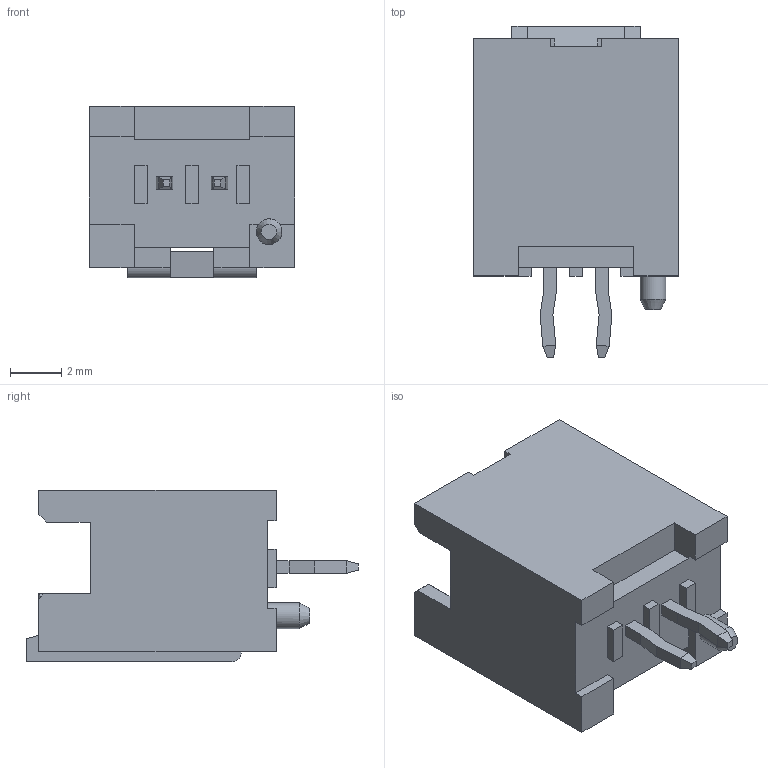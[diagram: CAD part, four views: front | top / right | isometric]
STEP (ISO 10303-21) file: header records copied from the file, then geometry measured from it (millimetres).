
FILE_DESCRIPTION( ( 'STEP AP214' ), '1' );
FILE_NAME( 'psolqas13504843612.stp', '2019-07-15T11:50:48', ( '' ), ( '' ), ' ', 'PARTsolutions', ' ' );
FILE_SCHEMA( ( 'AUTOMOTIVE_DESIGN { 1 0 10303 214 1 1 1 1 }' ) );
Length unit declared in the file: metre
Products named in the file (1): 1
Bounding box: 8 x 12.94 x 6.7 mm (x, y, z)
Volume: 242.5 mm3; surface area: 555.2 mm2
Topology: 1 solids, 1 shells, 157 faces, 429 edges, 279 vertices
Faces by surface type: plane 153, cylinder 3, cone 1
Full cylindrical faces by diameter (mm): 1 x1
Entity records: 4824 total; most frequent: CARTESIAN_POINT 870, ORIENTED_EDGE 850, DIRECTION 739, EDGE_CURVE 425, LINE 407, VECTOR 407, VERTEX_POINT 277, AXIS2_PLACEMENT_3D 166
